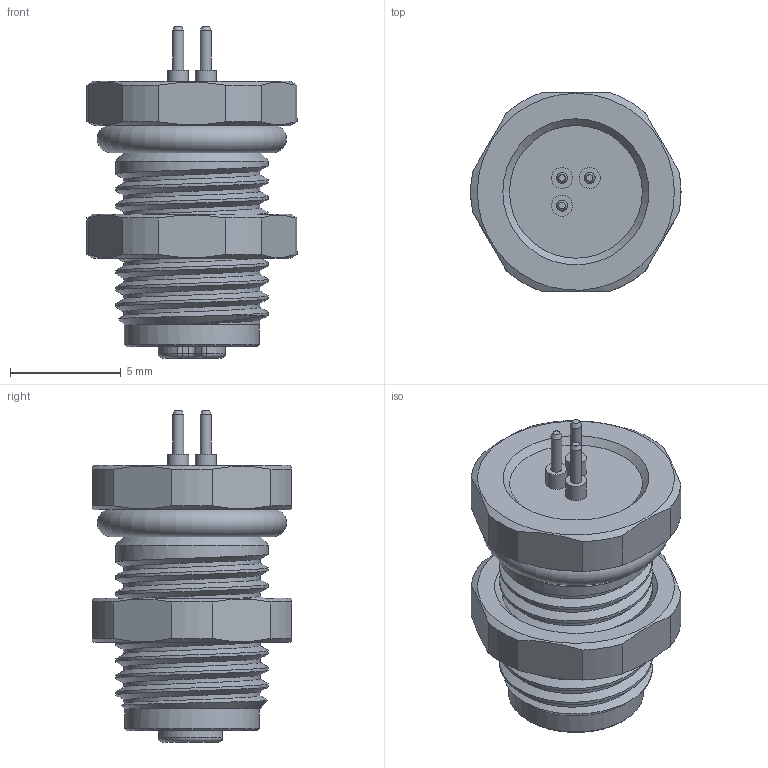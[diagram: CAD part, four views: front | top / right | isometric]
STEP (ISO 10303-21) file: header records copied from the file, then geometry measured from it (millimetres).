
FILE_DESCRIPTION(/* description */ (''),/* implementation_level */ '2;1');
FILE_NAME(/* name */ 'SD-M5A-03P-FF-SF7002-00A(H).stp',/* time_stamp */ '2020-09-03T08:51:27+08:00',/* author */ (''),/* organization */ (''),/* preprocessor_version */ 'ST-DEVELOPER v16',/* originating_system */ 'SIEMENS PLM Software NX 11.0',/* authorisation */ '');
FILE_SCHEMA (('AUTOMOTIVE_DESIGN { 1 0 10303 214 3 1 1 1 }'));
Length unit declared in the file: millimetre
Products named in the file (1): _model2
Bounding box: 9.49 x 9 x 15 mm (x, y, z)
Volume: 506.7 mm3; surface area: 895.1 mm2
Topology: 1 solids, 2 shells, 173 faces, 429 edges, 272 vertices
Faces by surface type: plane 74, cylinder 60, cone 27, bspline 5, torus 5, sphere 2
Full cylindrical faces by diameter (mm): 0.5 x3, 0.6 x6, 0.85 x3, 0.9 x3, 0.95 x3, 6.1 x3, 6.9 x2
Entity records: 10792 total; most frequent: CARTESIAN_POINT 6160, DIRECTION 735, ORIENTED_EDGE 686, EDGE_CURVE 343, AXIS2_PLACEMENT_3D 304, VERTEX_POINT 240, EDGE_LOOP 236, ADVANCED_FACE 170
